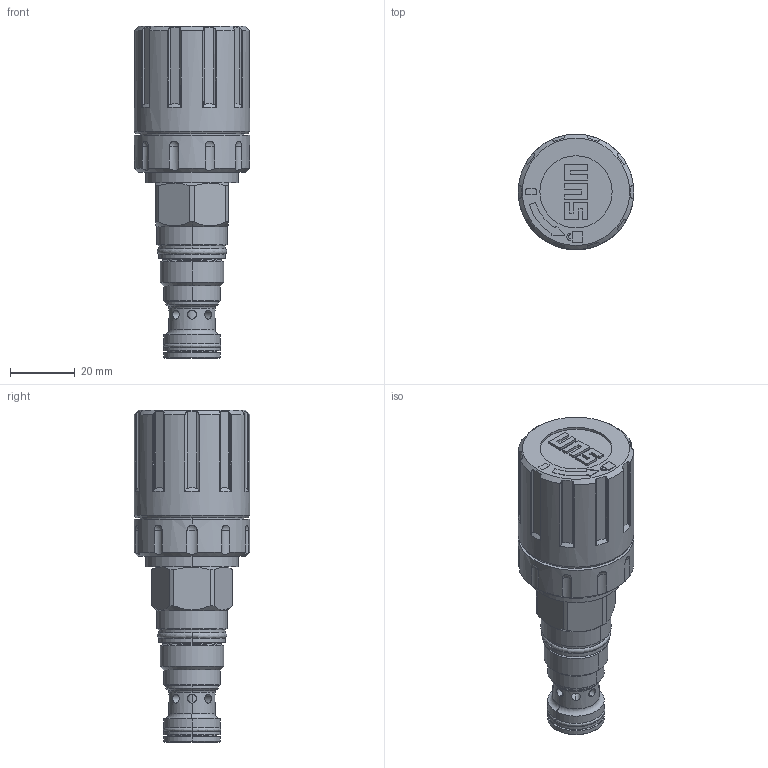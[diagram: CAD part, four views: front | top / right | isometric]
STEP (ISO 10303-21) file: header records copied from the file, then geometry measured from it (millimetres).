
FILE_DESCRIPTION((''),'2;1');
FILE_NAME('DLDM-LCN_PRT','2012-07-19T',('Administrator'),(''),'PRO/ENGINEER BY PARAMETRIC TECHNOLOGY CORPORATION, 2006240','PRO/ENGINEER BY PARAMETRIC TECHNOLOGY CORPORATION, 2006240','');
FILE_SCHEMA(('CONFIG_CONTROL_DESIGN'));
Length unit declared in the file: inch
Products named in the file (1): DLDM-LCN_PRT
Bounding box: 35.56 x 35.56 x 102.18 mm (x, y, z)
Volume: 40319.4 mm3; surface area: 23290.6 mm2
Topology: 4 solids, 4 shells, 524 faces, 1339 edges, 847 vertices
Faces by surface type: cylinder 229, plane 138, torus 68, cone 49, bspline 18, sphere 14, revolution 8
Entity records: 20127 total; most frequent: CARTESIAN_POINT 7596, ORIENTED_EDGE 2678, DIRECTION 2548, EDGE_CURVE 1339, AXIS2_PLACEMENT_3D 1018, VERTEX_POINT 847, EDGE_LOOP 572, FACE_OUTER_BOUND 524
